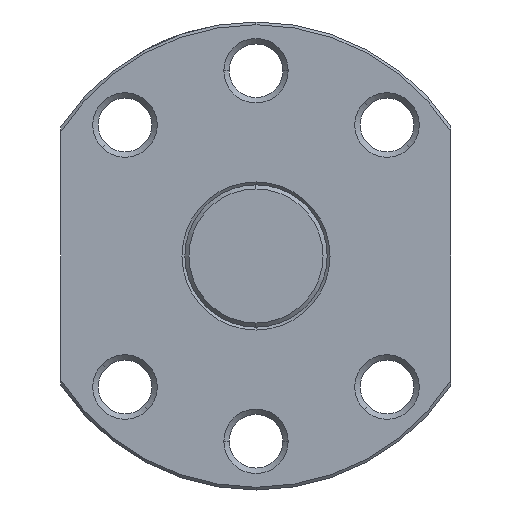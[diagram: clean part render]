
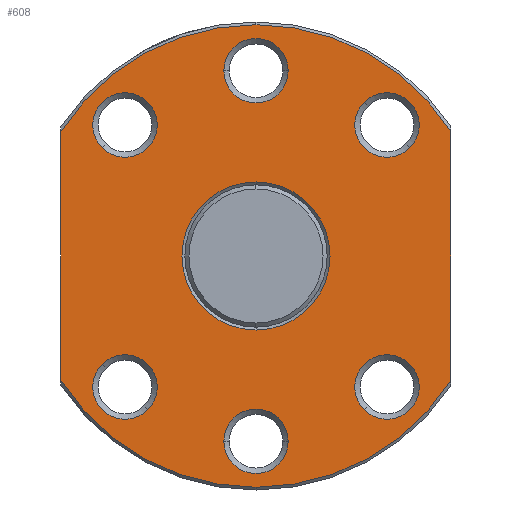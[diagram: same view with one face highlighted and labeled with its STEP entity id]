
A CAD part, left-side view. The second image highlights one B-rep face of the part: STEP entity #608.
In plain terms, the highlighted planar face has unit normal (-1, 0, 0).
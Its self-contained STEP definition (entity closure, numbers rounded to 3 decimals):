
#394=VERTEX_POINT('',#1127);
#420=EDGE_CURVE('',#394,#444,#1154,.T.);
#434=EDGE_CURVE('',#584,#544,#1171,.T.);
#444=VERTEX_POINT('',#1181);
#448=VERTEX_POINT('',#1186);
#456=VERTEX_POINT('',#1194);
#492=EDGE_CURVE('',#624,#444,#1234,.T.);
#536=EDGE_CURVE('',#624,#1002,#1283,.T.);
#544=VERTEX_POINT('',#1293);
#584=VERTEX_POINT('',#1342);
#590=EDGE_CURVE('',#746,#848,#1348,.T.);
#602=EDGE_CURVE('',#848,#746,#1361,.T.);
#608=ADVANCED_FACE('',(#1367,#1368,#1369,#1370,#1371,#1372,#1373,#1374),#1375,.T.);
#624=VERTEX_POINT('',#1392);
#636=EDGE_CURVE('',#1066,#394,#1404,.T.);
#662=VERTEX_POINT('',#1432);
#712=EDGE_CURVE('',#730,#734,#1487,.T.);
#730=VERTEX_POINT('',#1506);
#732=EDGE_CURVE('',#996,#842,#1508,.T.);
#734=VERTEX_POINT('',#1510);
#738=EDGE_CURVE('',#448,#456,#1514,.T.);
#746=VERTEX_POINT('',#1523);
#768=EDGE_CURVE('',#796,#1056,#1548,.T.);
#786=EDGE_CURVE('',#960,#834,#1568,.T.);
#796=VERTEX_POINT('',#1580);
#828=EDGE_CURVE('',#834,#960,#1615,.T.);
#834=VERTEX_POINT('',#1621);
#842=VERTEX_POINT('',#1631);
#846=EDGE_CURVE('',#1066,#662,#1636,.T.);
#848=VERTEX_POINT('',#1638);
#924=EDGE_CURVE('',#842,#996,#1723,.T.);
#926=EDGE_CURVE('',#1002,#662,#1725,.T.);
#960=VERTEX_POINT('',#1770);
#972=EDGE_CURVE('',#734,#730,#1783,.T.);
#978=EDGE_CURVE('',#1056,#796,#1790,.T.);
#996=VERTEX_POINT('',#1810);
#1002=VERTEX_POINT('',#1816);
#1012=EDGE_CURVE('',#456,#448,#1827,.T.);
#1056=VERTEX_POINT('',#1879);
#1064=EDGE_CURVE('',#544,#584,#1888,.T.);
#1066=VERTEX_POINT('',#1890);
#1127=CARTESIAN_POINT('',(25.0,0.,-23.722));
#1154=CIRCLE('',#1993,23.722);
#1171=CIRCLE('',#2049,3.3);
#1181=CARTESIAN_POINT('',(25.0,20.0,-12.757));
#1186=CARTESIAN_POINT('',(25.0,3.3,-19.0));
#1194=CARTESIAN_POINT('',(25.0,-3.3,-19.0));
#1234=LINE('',#2143,#2144);
#1283=CIRCLE('',#2214,23.722);
#1293=CARTESIAN_POINT('',(25.0,15.768,11.102));
#1342=CARTESIAN_POINT('',(25.0,11.102,15.768));
#1348=CIRCLE('',#2300,3.3);
#1361=CIRCLE('',#2318,3.3);
#1367=FACE_BOUND('',#2325,.T.);
#1368=FACE_OUTER_BOUND('',#2326,.T.);
#1369=FACE_BOUND('',#2327,.T.);
#1370=FACE_BOUND('',#2328,.T.);
#1371=FACE_BOUND('',#2329,.T.);
#1372=FACE_BOUND('',#2330,.T.);
#1373=FACE_BOUND('',#2331,.T.);
#1374=FACE_BOUND('',#2332,.T.);
#1375=PLANE('',#2333);
#1392=CARTESIAN_POINT('',(25.0,20.0,12.757));
#1404=CIRCLE('',#2378,23.722);
#1432=CARTESIAN_POINT('',(25.0,-20.0,12.757));
#1487=CIRCLE('',#2491,3.3);
#1506=CARTESIAN_POINT('',(25.0,3.3,19.0));
#1508=CIRCLE('',#2518,3.3);
#1510=CARTESIAN_POINT('',(25.0,-3.3,19.0));
#1514=CIRCLE('',#2525,3.3);
#1523=CARTESIAN_POINT('',(25.0,-15.768,11.102));
#1548=CIRCLE('',#2577,3.3);
#1568=CIRCLE('',#2603,7.592);
#1580=CARTESIAN_POINT('',(25.0,-15.768,-11.102));
#1615=CIRCLE('',#2662,7.592);
#1621=CARTESIAN_POINT('',(25.0,0.,-7.592));
#1631=CARTESIAN_POINT('',(25.0,15.768,-11.102));
#1636=LINE('',#2696,#2697);
#1638=CARTESIAN_POINT('',(25.0,-11.102,15.768));
#1723=CIRCLE('',#2810,3.3);
#1725=CIRCLE('',#2813,23.722);
#1770=CARTESIAN_POINT('',(25.0,0.0,7.592));
#1783=CIRCLE('',#2892,3.3);
#1790=CIRCLE('',#2901,3.3);
#1810=CARTESIAN_POINT('',(25.0,11.102,-15.768));
#1816=CARTESIAN_POINT('',(25.0,0.,23.722));
#1827=CIRCLE('',#2963,3.3);
#1879=CARTESIAN_POINT('',(25.0,-11.102,-15.768));
#1888=CIRCLE('',#3081,3.3);
#1890=CARTESIAN_POINT('',(25.0,-20.0,-12.757));
#1993=AXIS2_PLACEMENT_3D('',#3162,#3163,#3164);
#2049=AXIS2_PLACEMENT_3D('',#3193,#3194,#3195);
#2143=CARTESIAN_POINT('',(25.0,20.0,5.931));
#2144=VECTOR('',#3259,1.0);
#2214=AXIS2_PLACEMENT_3D('',#3326,#3327,#3328);
#2300=AXIS2_PLACEMENT_3D('',#3432,#3433,#3434);
#2318=AXIS2_PLACEMENT_3D('',#3450,#3451,#3452);
#2325=EDGE_LOOP('',(#3457,#3458));
#2326=EDGE_LOOP('',(#3459,#3460,#3461,#3462,#3463,#3464));
#2327=EDGE_LOOP('',(#3465,#3466));
#2328=EDGE_LOOP('',(#3467,#3468));
#2329=EDGE_LOOP('',(#3469,#3470));
#2330=EDGE_LOOP('',(#3471,#3472));
#2331=EDGE_LOOP('',(#3473,#3474));
#2332=EDGE_LOOP('',(#3475,#3476));
#2333=AXIS2_PLACEMENT_3D('',#3477,#3478,#3479);
#2378=AXIS2_PLACEMENT_3D('',#3503,#3504,#3505);
#2491=AXIS2_PLACEMENT_3D('',#3599,#3600,#3601);
#2518=AXIS2_PLACEMENT_3D('',#3615,#3616,#3617);
#2525=AXIS2_PLACEMENT_3D('',#3618,#3619,#3620);
#2577=AXIS2_PLACEMENT_3D('',#3664,#3665,#3666);
#2603=AXIS2_PLACEMENT_3D('',#3692,#3693,#3694);
#2662=AXIS2_PLACEMENT_3D('',#3739,#3740,#3741);
#2696=CARTESIAN_POINT('',(25.0,-20.0,5.931));
#2697=VECTOR('',#3767,1.0);
#2810=AXIS2_PLACEMENT_3D('',#3877,#3878,#3879);
#2813=AXIS2_PLACEMENT_3D('',#3880,#3881,#3882);
#2892=AXIS2_PLACEMENT_3D('',#3957,#3958,#3959);
#2901=AXIS2_PLACEMENT_3D('',#3971,#3972,#3973);
#2963=AXIS2_PLACEMENT_3D('',#4010,#4011,#4012);
#3081=AXIS2_PLACEMENT_3D('',#4095,#4096,#4097);
#3162=CARTESIAN_POINT('',(25.0,0.0,0.0));
#3163=DIRECTION('',(1.0,0.0,-0.0));
#3164=DIRECTION('',(0.0,0.0,1.0));
#3193=CARTESIAN_POINT('',(25.0,13.435,13.435));
#3194=DIRECTION('',(1.0,0.0,0.));
#3195=DIRECTION('',(0.,0.707,-0.707));
#3259=DIRECTION('',(0.,0.0,-1.0));
#3326=CARTESIAN_POINT('',(25.0,0.0,0.0));
#3327=DIRECTION('',(1.0,0.0,-0.0));
#3328=DIRECTION('',(0.0,0.0,1.0));
#3432=CARTESIAN_POINT('',(25.0,-13.435,13.435));
#3433=DIRECTION('',(1.0,0.0,0.));
#3434=DIRECTION('',(0.,0.707,0.707));
#3450=CARTESIAN_POINT('',(25.0,-13.435,13.435));
#3451=DIRECTION('',(1.0,0.0,0.));
#3452=DIRECTION('',(0.,0.707,0.707));
#3457=ORIENTED_EDGE('',*,*,#786,.T.);
#3458=ORIENTED_EDGE('',*,*,#828,.T.);
#3459=ORIENTED_EDGE('',*,*,#492,.T.);
#3460=ORIENTED_EDGE('',*,*,#420,.F.);
#3461=ORIENTED_EDGE('',*,*,#636,.F.);
#3462=ORIENTED_EDGE('',*,*,#846,.T.);
#3463=ORIENTED_EDGE('',*,*,#926,.F.);
#3464=ORIENTED_EDGE('',*,*,#536,.F.);
#3465=ORIENTED_EDGE('',*,*,#768,.T.);
#3466=ORIENTED_EDGE('',*,*,#978,.T.);
#3467=ORIENTED_EDGE('',*,*,#1012,.T.);
#3468=ORIENTED_EDGE('',*,*,#738,.T.);
#3469=ORIENTED_EDGE('',*,*,#732,.T.);
#3470=ORIENTED_EDGE('',*,*,#924,.T.);
#3471=ORIENTED_EDGE('',*,*,#1064,.T.);
#3472=ORIENTED_EDGE('',*,*,#434,.T.);
#3473=ORIENTED_EDGE('',*,*,#712,.T.);
#3474=ORIENTED_EDGE('',*,*,#972,.T.);
#3475=ORIENTED_EDGE('',*,*,#602,.T.);
#3476=ORIENTED_EDGE('',*,*,#590,.T.);
#3477=CARTESIAN_POINT('',(25.0,0.0,11.861));
#3478=DIRECTION('',(-1.0,0.0,0.));
#3479=DIRECTION('',(0.,0.0,-1.0));
#3503=CARTESIAN_POINT('',(25.0,0.0,0.0));
#3504=DIRECTION('',(1.0,0.0,-0.0));
#3505=DIRECTION('',(0.0,0.0,1.0));
#3599=CARTESIAN_POINT('',(25.0,0.0,19.0));
#3600=DIRECTION('',(1.0,0.0,0.));
#3601=DIRECTION('',(0.0,1.0,0.0));
#3615=CARTESIAN_POINT('',(25.0,13.435,-13.435));
#3616=DIRECTION('',(1.0,0.0,0.));
#3617=DIRECTION('',(0.,-0.707,-0.707));
#3618=CARTESIAN_POINT('',(25.0,0.0,-19.0));
#3619=DIRECTION('',(1.0,0.0,0.));
#3620=DIRECTION('',(0.0,-1.0,0.0));
#3664=CARTESIAN_POINT('',(25.0,-13.435,-13.435));
#3665=DIRECTION('',(1.0,0.0,0.));
#3666=DIRECTION('',(0.,-0.707,0.707));
#3692=CARTESIAN_POINT('',(25.0,0.0,0.0));
#3693=DIRECTION('',(1.0,0.0,0.));
#3694=DIRECTION('',(0.,0.0,1.0));
#3739=CARTESIAN_POINT('',(25.0,0.0,0.0));
#3740=DIRECTION('',(1.0,0.0,0.));
#3741=DIRECTION('',(0.,0.0,1.0));
#3767=DIRECTION('',(0.,0.0,1.0));
#3877=CARTESIAN_POINT('',(25.0,13.435,-13.435));
#3878=DIRECTION('',(1.0,0.0,0.));
#3879=DIRECTION('',(0.,-0.707,-0.707));
#3880=CARTESIAN_POINT('',(25.0,0.0,0.0));
#3881=DIRECTION('',(1.0,0.0,-0.0));
#3882=DIRECTION('',(0.0,0.0,1.0));
#3957=CARTESIAN_POINT('',(25.0,0.0,19.0));
#3958=DIRECTION('',(1.0,0.0,0.));
#3959=DIRECTION('',(0.0,1.0,0.0));
#3971=CARTESIAN_POINT('',(25.0,-13.435,-13.435));
#3972=DIRECTION('',(1.0,0.0,0.));
#3973=DIRECTION('',(0.,-0.707,0.707));
#4010=CARTESIAN_POINT('',(25.0,0.0,-19.0));
#4011=DIRECTION('',(1.0,0.0,0.));
#4012=DIRECTION('',(0.0,-1.0,0.0));
#4095=CARTESIAN_POINT('',(25.0,13.435,13.435));
#4096=DIRECTION('',(1.0,0.0,0.));
#4097=DIRECTION('',(0.,0.707,-0.707));
